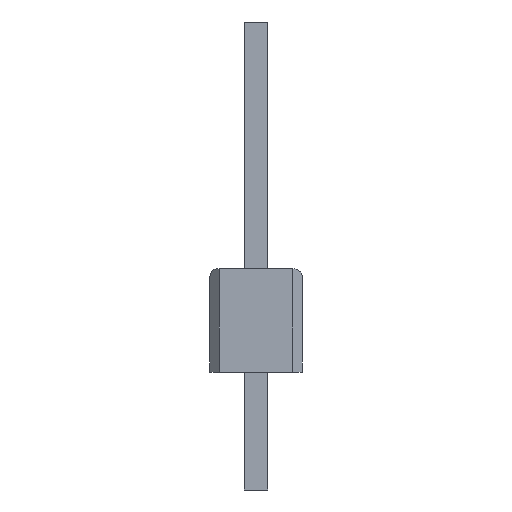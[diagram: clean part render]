
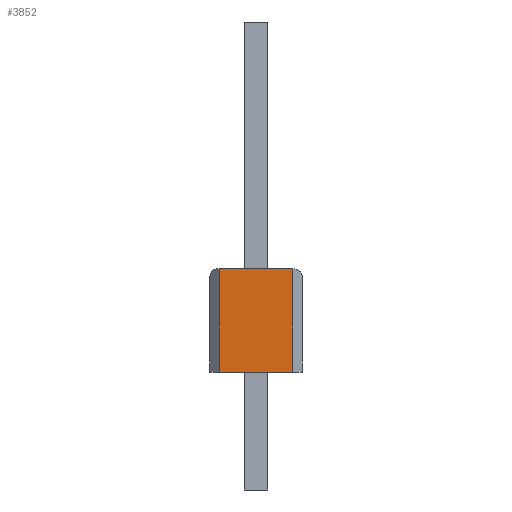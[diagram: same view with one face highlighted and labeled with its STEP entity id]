
A CAD part, left-side view. The second image highlights one B-rep face of the part: STEP entity #3852.
In plain terms, the highlighted planar face has unit normal (-1, 0, 0).
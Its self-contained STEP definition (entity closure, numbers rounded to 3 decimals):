
#134=DIRECTION('',(0.,0.,-1.));
#135=VECTOR('',#134,2.8);
#136=CARTESIAN_POINT('',(-17.78,1.,0.));
#137=LINE('',#136,#135);
#138=DIRECTION('',(0.,-1.,0.));
#139=VECTOR('',#138,2.);
#140=CARTESIAN_POINT('',(-17.78,1.,0.));
#141=LINE('',#140,#139);
#142=DIRECTION('',(0.,0.,-1.));
#143=VECTOR('',#142,2.8);
#144=CARTESIAN_POINT('',(-17.78,-1.,0.));
#145=LINE('',#144,#143);
#154=DIRECTION('',(0.,-1.,0.));
#155=VECTOR('',#154,2.);
#156=CARTESIAN_POINT('',(-17.78,1.,-2.8));
#157=LINE('',#156,#155);
#3142=CARTESIAN_POINT('',(-17.78,1.,0.));
#3143=CARTESIAN_POINT('',(-17.78,-1.,0.));
#3144=VERTEX_POINT('',#3142);
#3145=VERTEX_POINT('',#3143);
#3244=CARTESIAN_POINT('',(-17.78,1.,-2.8));
#3245=VERTEX_POINT('',#3244);
#3246=CARTESIAN_POINT('',(-17.78,-1.,-2.8));
#3247=VERTEX_POINT('',#3246);
#3837=CARTESIAN_POINT('',(-17.78,0.,0.));
#3838=DIRECTION('',(1.,0.,0.));
#3839=DIRECTION('',(0.,0.,-1.));
#3840=AXIS2_PLACEMENT_3D('',#3837,#3838,#3839);
#3841=PLANE('',#3840);
#3843=ORIENTED_EDGE('',*,*,#3842,.F.);
#3845=ORIENTED_EDGE('',*,*,#3844,.F.);
#3847=ORIENTED_EDGE('',*,*,#3846,.T.);
#3849=ORIENTED_EDGE('',*,*,#3848,.T.);
#3850=EDGE_LOOP('',(#3843,#3845,#3847,#3849));
#3851=FACE_OUTER_BOUND('',#3850,.F.);
#3842=EDGE_CURVE('',#3245,#3247,#157,.T.);
#3844=EDGE_CURVE('',#3144,#3245,#137,.T.);
#3846=EDGE_CURVE('',#3144,#3145,#141,.T.);
#3848=EDGE_CURVE('',#3145,#3247,#145,.T.);
#3852=ADVANCED_FACE('',(#3851),#3841,.F.);
